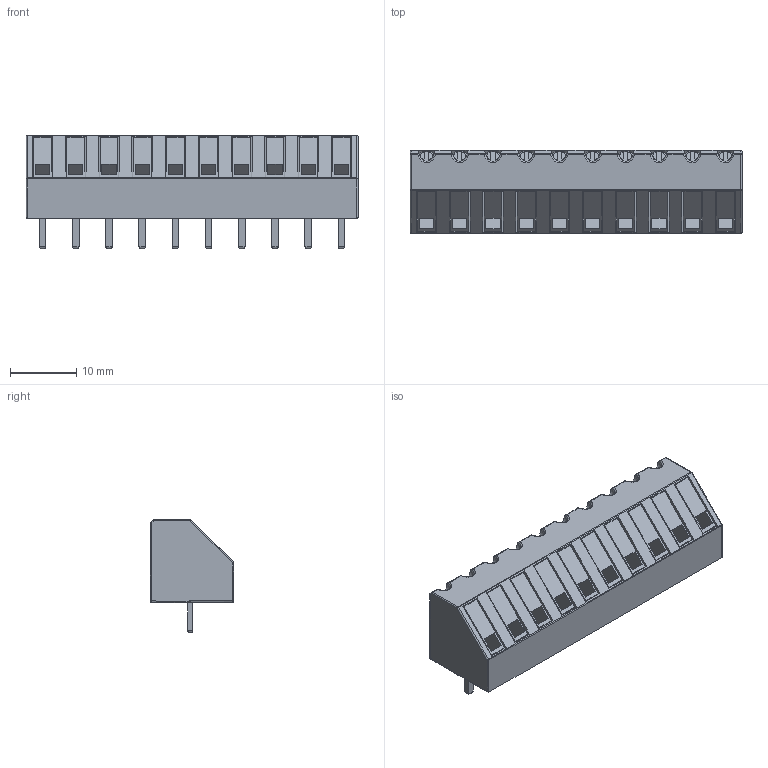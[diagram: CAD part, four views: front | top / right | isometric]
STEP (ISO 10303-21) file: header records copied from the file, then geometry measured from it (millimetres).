
FILE_DESCRIPTION(/* description */ ('model of Altech_AK300_1x10_P5.00mm_45-Degree'),/* implementation_level */ '2;1');
FILE_NAME(/* name */ 'Altech_AK300_1x10_P5.00mm_45-Degree.step',/* time_stamp */ '2018-12-29T16:01:30',/* author */ ('kicad StepUp','ksu'),/* organization */ ('FreeCAD'),/* preprocessor_version */ 'OCC',/* originating_system */ 'kicad StepUp',/* authorisation */ '');
FILE_SCHEMA(('AUTOMOTIVE_DESIGN { 1 0 10303 214 1 1 1 1 }'));
Length unit declared in the file: millimetre
Products named in the file (1): AK300_10
Bounding box: 50 x 12.5 x 17.1 mm (x, y, z)
Volume: 5730.5 mm3; surface area: 5882.5 mm2
Topology: 1 solids, 1 shells, 425 faces, 1127 edges, 708 vertices
Faces by surface type: plane 290, cylinder 89, torus 30, bspline 16
Full cylindrical faces by diameter (mm): 2.16 x10, 2.455 x10
Entity records: 13308 total; most frequent: CARTESIAN_POINT 5867, ORIENTED_EDGE 2019, EDGE_CURVE 1121, VERTEX_POINT 708, LINE 693, AXIS2_PLACEMENT_3D 473, FACE_BOUND 455, EDGE_LOOP 455
